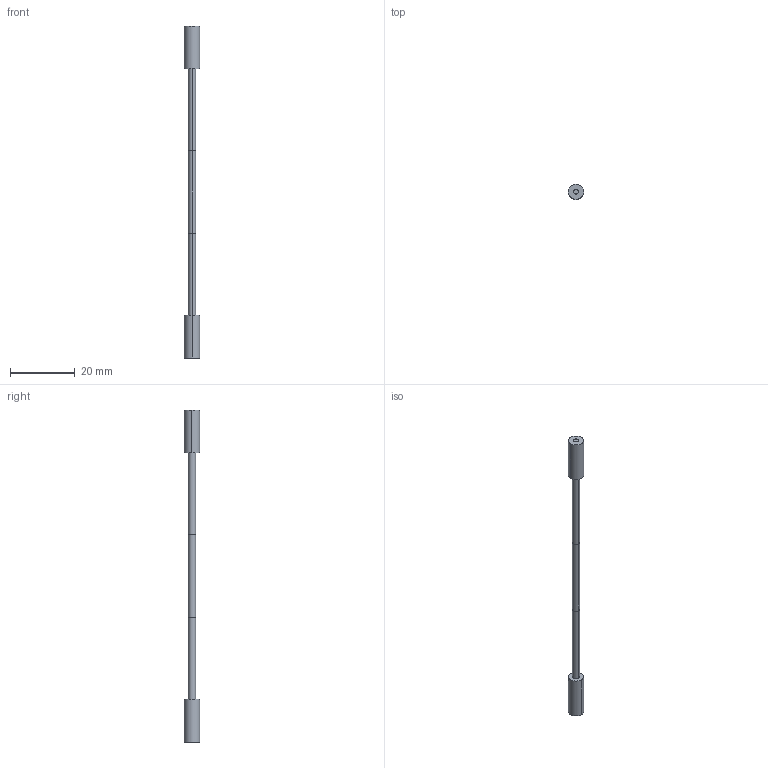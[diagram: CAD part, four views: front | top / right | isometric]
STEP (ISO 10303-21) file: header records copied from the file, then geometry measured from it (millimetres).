
FILE_DESCRIPTION((''),'2;1');
FILE_NAME('193949_ASM','2020-02-24T14:41:51',('PDMAdmin'),('BANNER ENGINEERING'),'CREO PARAMETRIC BY PTC INC, 2019292','CREO PARAMETRIC BY PTC INC, 2019292','');
FILE_SCHEMA(('CONFIG_CONTROL_DESIGN'));
Length unit declared in the file: inch
Products named in the file (5): 39213; 39681; FIBER_CORE_059-150; 51762_ASM; 193949_ASM
Assembly tree (8 placements, depth 3):
  193949_ASM
    51762_ASM
      39213  x2
      39681  x3
      FIBER_CORE_059-150  x2
Bounding box: 4.75 x 4.75 x 102.62 mm (x, y, z)
Volume: 561.4 mm3; surface area: 1589.9 mm2
Topology: 7 solids, 7 shells, 46 faces, 88 edges, 56 vertices
Faces by surface type: cylinder 28, plane 14, cone 4
Entity records: 719 total; most frequent: DIRECTION 142, CARTESIAN_POINT 102, ORIENTED_EDGE 76, AXIS2_PLACEMENT_3D 64, EDGE_CURVE 38, VERTEX_POINT 24, EDGE_LOOP 24, CIRCLE 24
